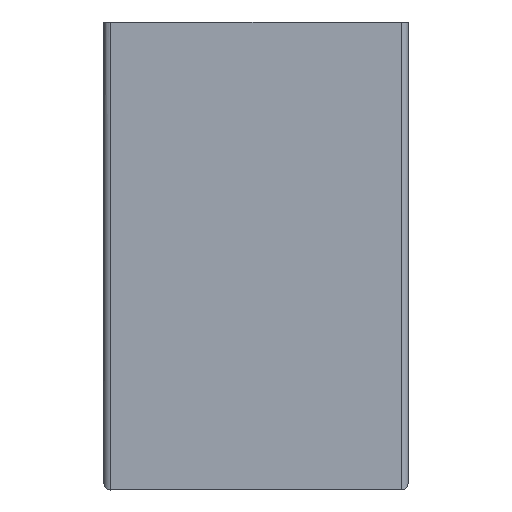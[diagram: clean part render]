
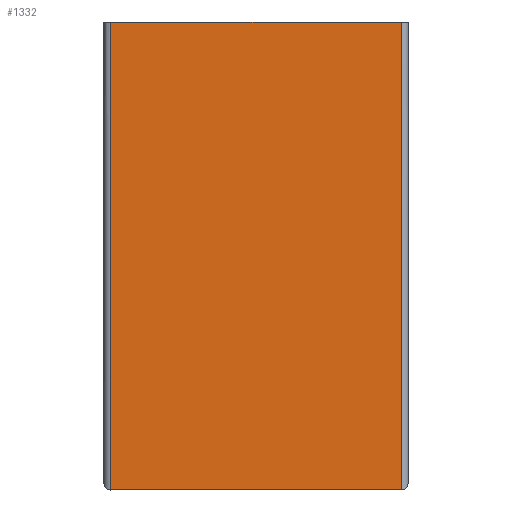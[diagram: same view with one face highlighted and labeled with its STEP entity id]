
A CAD part, front view. The second image highlights one B-rep face of the part: STEP entity #1332.
In plain terms, the highlighted planar face has unit normal (0, -1, 0).
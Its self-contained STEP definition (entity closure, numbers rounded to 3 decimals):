
#140 = AXIS2_PLACEMENT_3D ( 'NONE', #233, #235, #938 ) ;
#171 = CARTESIAN_POINT ( 'NONE',  ( -62., -70., 200. ) ) ;
#233 = CARTESIAN_POINT ( 'NONE',  ( -62., -70., 200. ) ) ;
#235 = DIRECTION ( 'NONE',  ( 0., 1., 0. ) ) ;
#314 = CARTESIAN_POINT ( 'NONE',  ( -62., -70., 0. ) ) ;
#441 = DIRECTION ( 'NONE',  ( 1., 0., 0. ) ) ;
#445 = CARTESIAN_POINT ( 'NONE',  ( -62., -70., 200. ) ) ;
#462 = FACE_OUTER_BOUND ( 'NONE', #1094, .T. ) ;
#508 = CARTESIAN_POINT ( 'NONE',  ( 62., -70., 200. ) ) ;
#518 = LINE ( 'NONE', #445, #522 ) ;
#521 = VECTOR ( 'NONE', #533, 1000. ) ;
#522 = VECTOR ( 'NONE', #441, 1000. ) ;
#532 = LINE ( 'NONE', #508, #521 ) ;
#533 = DIRECTION ( 'NONE',  ( 0., 0., -1. ) ) ;
#537 = VECTOR ( 'NONE', #581, 1000. ) ;
#549 = LINE ( 'NONE', #574, #537 ) ;
#574 = CARTESIAN_POINT ( 'NONE',  ( -62., -70., 200. ) ) ;
#581 = DIRECTION ( 'NONE',  ( 0., 0., -1. ) ) ;
#647 = CARTESIAN_POINT ( 'NONE',  ( 62., -70., 0. ) ) ;
#661 = VECTOR ( 'NONE', #1748, 1000. ) ;
#667 = LINE ( 'NONE', #1250, #661 ) ;
#777 = EDGE_CURVE ( 'NONE', #1292, #1087, #667, .T. ) ;
#938 = DIRECTION ( 'NONE',  ( 0., 0., 1. ) ) ;
#943 = PLANE ( 'NONE',  #140 ) ;
#1087 = VERTEX_POINT ( 'NONE', #647 ) ;
#1094 = EDGE_LOOP ( 'NONE', ( #1330, #1127, #1243, #1323 ) ) ;
#1127 = ORIENTED_EDGE ( 'NONE', *, *, #1169, .F. ) ;
#1147 = EDGE_CURVE ( 'NONE', #1354, #1292, #549, .T. ) ;
#1169 = EDGE_CURVE ( 'NONE', #1783, #1087, #532, .T. ) ;
#1181 = EDGE_CURVE ( 'NONE', #1354, #1783, #518, .T. ) ;
#1243 = ORIENTED_EDGE ( 'NONE', *, *, #1181, .F. ) ;
#1250 = CARTESIAN_POINT ( 'NONE',  ( -62., -70., 0. ) ) ;
#1292 = VERTEX_POINT ( 'NONE', #314 ) ;
#1323 = ORIENTED_EDGE ( 'NONE', *, *, #1147, .T. ) ;
#1330 = ORIENTED_EDGE ( 'NONE', *, *, #777, .T. ) ;
#1332 = ADVANCED_FACE ( 'NONE', ( #462 ), #943, .F. ) ;
#1354 = VERTEX_POINT ( 'NONE', #171 ) ;
#1388 = CARTESIAN_POINT ( 'NONE',  ( 62., -70., 200. ) ) ;
#1748 = DIRECTION ( 'NONE',  ( 1., 0., 0. ) ) ;
#1783 = VERTEX_POINT ( 'NONE', #1388 ) ;
